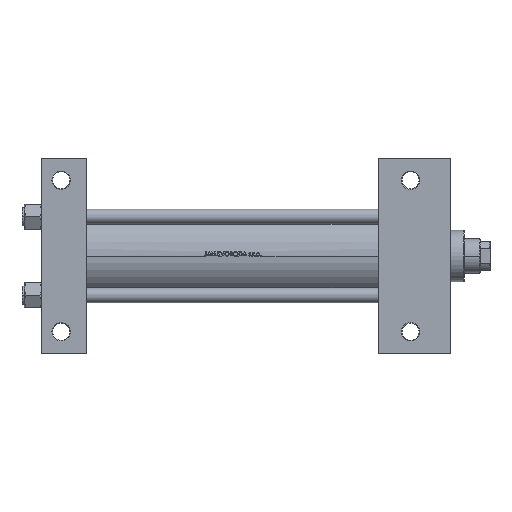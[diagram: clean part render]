
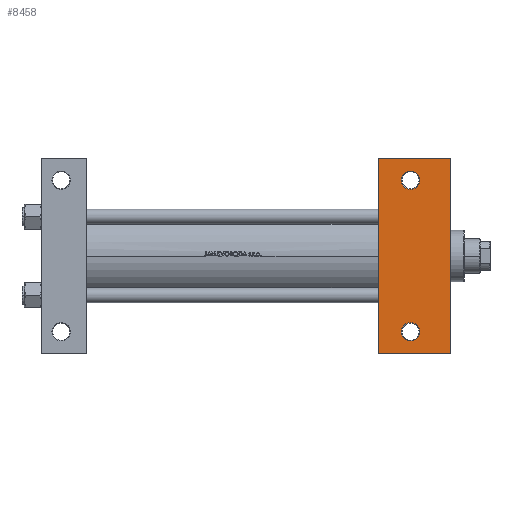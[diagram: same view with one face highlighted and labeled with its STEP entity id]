
A CAD part, front view. The second image highlights one B-rep face of the part: STEP entity #8458.
In plain terms, the highlighted face is planar.
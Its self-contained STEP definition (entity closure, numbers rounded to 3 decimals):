
#1569 = EDGE_CURVE ( 'NONE', #7682, #18809, #38216, .T. ) ;
#2471 = CARTESIAN_POINT ( 'NONE',  ( 294.5, -62., -45. ) ) ;
#2547 = DIRECTION ( 'NONE',  ( -1., 0., 0. ) ) ;
#3043 = VECTOR ( 'NONE', #23915, 1000. ) ;
#3528 = AXIS2_PLACEMENT_3D ( 'NONE', #27621, #42941, #39169 ) ;
#4323 = LINE ( 'NONE', #42514, #3043 ) ;
#5689 = FACE_BOUND ( 'NONE', #23740, .T. ) ;
#6314 = DIRECTION ( 'NONE',  ( 0., 0., 1. ) ) ;
#6646 = VERTEX_POINT ( 'NONE', #35226 ) ;
#6887 = EDGE_CURVE ( 'NONE', #18781, #25693, #23927, .T. ) ;
#7218 = EDGE_CURVE ( 'NONE', #40013, #9489, #4323, .T. ) ;
#7682 = VERTEX_POINT ( 'NONE', #2471 ) ;
#8073 = CARTESIAN_POINT ( 'NONE',  ( 302., -62., -45. ) ) ;
#8458 = ADVANCED_FACE ( 'NONE', ( #36597, #5689, #32553 ), #25045, .T. ) ;
#9489 = VERTEX_POINT ( 'NONE', #26782 ) ;
#11609 = DIRECTION ( 'NONE',  ( -1., 0., 0. ) ) ;
#12939 = CARTESIAN_POINT ( 'NONE',  ( 276., 80., -45. ) ) ;
#13200 = ORIENTED_EDGE ( 'NONE', *, *, #35941, .T. ) ;
#13921 = VECTOR ( 'NONE', #25647, 1000. ) ;
#14749 = DIRECTION ( 'NONE',  ( 0., -1., 0. ) ) ;
#16268 = AXIS2_PLACEMENT_3D ( 'NONE', #24370, #39691, #47708 ) ;
#16707 = VERTEX_POINT ( 'NONE', #12939 ) ;
#17846 = CARTESIAN_POINT ( 'NONE',  ( 276., 80., -45. ) ) ;
#18781 = VERTEX_POINT ( 'NONE', #24331 ) ;
#18809 = VERTEX_POINT ( 'NONE', #36132 ) ;
#19424 = LINE ( 'NONE', #38517, #45137 ) ;
#19617 = ORIENTED_EDGE ( 'NONE', *, *, #41175, .T. ) ;
#20394 = EDGE_CURVE ( 'NONE', #9489, #6646, #19424, .T. ) ;
#20526 = DIRECTION ( 'NONE',  ( -1., 0., 0. ) ) ;
#21019 = CARTESIAN_POINT ( 'NONE',  ( 335., 45., -45. ) ) ;
#23566 = ORIENTED_EDGE ( 'NONE', *, *, #1569, .T. ) ;
#23740 = EDGE_LOOP ( 'NONE', ( #23566, #44587 ) ) ;
#23915 = DIRECTION ( 'NONE',  ( 0., -1., 0. ) ) ;
#23927 = CIRCLE ( 'NONE', #25544, 7.499 ) ;
#24331 = CARTESIAN_POINT ( 'NONE',  ( 294.5, 62., -45. ) ) ;
#24370 = CARTESIAN_POINT ( 'NONE',  ( 302., -62., -45. ) ) ;
#25045 = PLANE ( 'NONE',  #37593 ) ;
#25099 = ORIENTED_EDGE ( 'NONE', *, *, #7218, .T. ) ;
#25544 = AXIS2_PLACEMENT_3D ( 'NONE', #44505, #6314, #2547 ) ;
#25647 = DIRECTION ( 'NONE',  ( 1., 0., 0. ) ) ;
#25693 = VERTEX_POINT ( 'NONE', #47370 ) ;
#25750 = EDGE_LOOP ( 'NONE', ( #30339, #19617 ) ) ;
#26126 = EDGE_LOOP ( 'NONE', ( #48167, #13200, #25099, #42063 ) ) ;
#26263 = VECTOR ( 'NONE', #14749, 1000. ) ;
#26782 = CARTESIAN_POINT ( 'NONE',  ( 335., -80., -45. ) ) ;
#27621 = CARTESIAN_POINT ( 'NONE',  ( 302., 62., -45. ) ) ;
#28810 = DIRECTION ( 'NONE',  ( 0., 0., -1. ) ) ;
#30339 = ORIENTED_EDGE ( 'NONE', *, *, #6887, .T. ) ;
#32553 = FACE_OUTER_BOUND ( 'NONE', #26126, .T. ) ;
#33120 = CIRCLE ( 'NONE', #16268, 7.499 ) ;
#34248 = DIRECTION ( 'NONE',  ( -1., 0., 0. ) ) ;
#34616 = EDGE_CURVE ( 'NONE', #18809, #7682, #33120, .T. ) ;
#35226 = CARTESIAN_POINT ( 'NONE',  ( 276., -80., -45. ) ) ;
#35941 = EDGE_CURVE ( 'NONE', #16707, #40013, #47751, .T. ) ;
#36132 = CARTESIAN_POINT ( 'NONE',  ( 309.499, -62., -45. ) ) ;
#36597 = FACE_BOUND ( 'NONE', #25750, .T. ) ;
#37593 = AXIS2_PLACEMENT_3D ( 'NONE', #21019, #28810, #20526 ) ;
#38216 = CIRCLE ( 'NONE', #38998, 7.499 ) ;
#38517 = CARTESIAN_POINT ( 'NONE',  ( 276., -80., -45. ) ) ;
#38998 = AXIS2_PLACEMENT_3D ( 'NONE', #8073, #39224, #11609 ) ;
#39169 = DIRECTION ( 'NONE',  ( -1., 0., 0. ) ) ;
#39224 = DIRECTION ( 'NONE',  ( 0., 0., 1. ) ) ;
#39691 = DIRECTION ( 'NONE',  ( 0., 0., 1. ) ) ;
#40013 = VERTEX_POINT ( 'NONE', #43388 ) ;
#40436 = CIRCLE ( 'NONE', #3528, 7.499 ) ;
#41175 = EDGE_CURVE ( 'NONE', #25693, #18781, #40436, .T. ) ;
#42063 = ORIENTED_EDGE ( 'NONE', *, *, #20394, .T. ) ;
#42514 = CARTESIAN_POINT ( 'NONE',  ( 335., 45., -45. ) ) ;
#42941 = DIRECTION ( 'NONE',  ( 0., 0., 1. ) ) ;
#43388 = CARTESIAN_POINT ( 'NONE',  ( 335., 80., -45. ) ) ;
#44505 = CARTESIAN_POINT ( 'NONE',  ( 302., 62., -45. ) ) ;
#44587 = ORIENTED_EDGE ( 'NONE', *, *, #34616, .T. ) ;
#44896 = LINE ( 'NONE', #49160, #26263 ) ;
#45137 = VECTOR ( 'NONE', #34248, 1000. ) ;
#47370 = CARTESIAN_POINT ( 'NONE',  ( 309.499, 62., -45. ) ) ;
#47708 = DIRECTION ( 'NONE',  ( -1., 0., 0. ) ) ;
#47751 = LINE ( 'NONE', #17846, #13921 ) ;
#48167 = ORIENTED_EDGE ( 'NONE', *, *, #49630, .F. ) ;
#49160 = CARTESIAN_POINT ( 'NONE',  ( 276., 45., -45. ) ) ;
#49630 = EDGE_CURVE ( 'NONE', #16707, #6646, #44896, .T. ) ;
